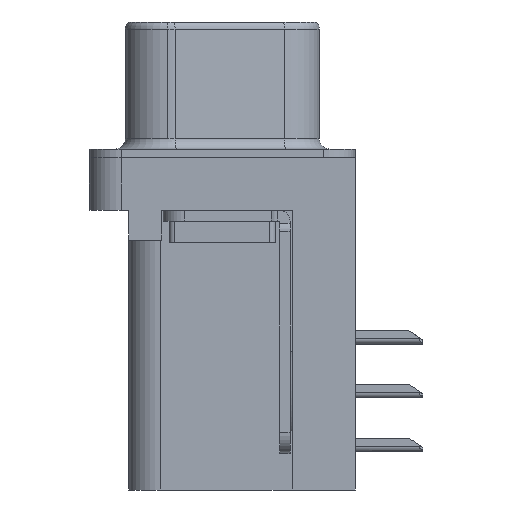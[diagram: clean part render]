
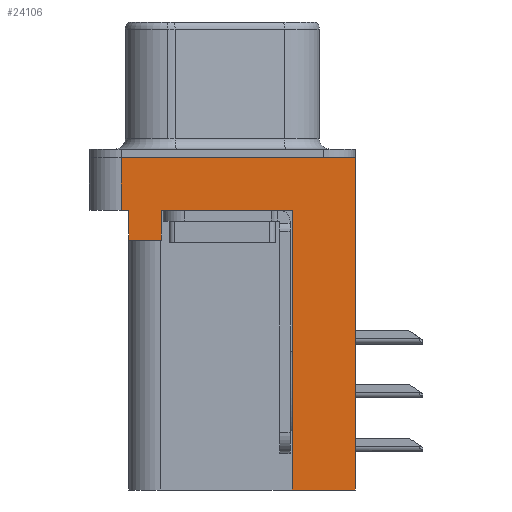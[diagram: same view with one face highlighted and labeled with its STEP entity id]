
A CAD part, left-side view. The second image highlights one B-rep face of the part: STEP entity #24106.
In plain terms, the highlighted planar face has unit normal (-1, 0, 0).
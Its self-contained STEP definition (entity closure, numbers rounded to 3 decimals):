
#35 = ORIENTED_EDGE ( 'NONE', *, *, #7229, .F. ) ;
#351 = ORIENTED_EDGE ( 'NONE', *, *, #22524, .T. ) ;
#456 = DIRECTION ( 'NONE',  ( 0., 1., 0. ) ) ;
#583 = VERTEX_POINT ( 'NONE', #20177 ) ;
#606 = VERTEX_POINT ( 'NONE', #10893 ) ;
#1317 = VERTEX_POINT ( 'NONE', #2051 ) ;
#2030 = VECTOR ( 'NONE', #15421, 1000. ) ;
#2051 = CARTESIAN_POINT ( 'NONE',  ( -2.935, 2.895, -3.9 ) ) ;
#2415 = EDGE_CURVE ( 'NONE', #7106, #15076, #11081, .T. ) ;
#2435 = CARTESIAN_POINT ( 'NONE',  ( -2.935, -3.295, -15.7 ) ) ;
#2703 = LINE ( 'NONE', #18829, #7948 ) ;
#3241 = EDGE_CURVE ( 'NONE', #21842, #7267, #20462, .T. ) ;
#3333 = DIRECTION ( 'NONE',  ( 0., 0., 1. ) ) ;
#3608 = LINE ( 'NONE', #17230, #23714 ) ;
#3971 = VECTOR ( 'NONE', #18321, 1000. ) ;
#4137 = CARTESIAN_POINT ( 'NONE',  ( -2.935, 4.425, -3.9 ) ) ;
#4155 = ORIENTED_EDGE ( 'NONE', *, *, #12848, .T. ) ;
#4876 = LINE ( 'NONE', #4137, #24959 ) ;
#4910 = CARTESIAN_POINT ( 'NONE',  ( -2.935, 4.425, -3.9 ) ) ;
#6092 = ORIENTED_EDGE ( 'NONE', *, *, #7708, .F. ) ;
#6845 = EDGE_CURVE ( 'NONE', #1317, #21842, #4876, .T. ) ;
#7095 = PLANE ( 'NONE',  #10776 ) ;
#7106 = VERTEX_POINT ( 'NONE', #8817 ) ;
#7180 = ORIENTED_EDGE ( 'NONE', *, *, #8466, .T. ) ;
#7229 = EDGE_CURVE ( 'NONE', #583, #15076, #2703, .T. ) ;
#7267 = VERTEX_POINT ( 'NONE', #18917 ) ;
#7301 = LINE ( 'NONE', #23151, #2030 ) ;
#7708 = EDGE_CURVE ( 'NONE', #10875, #583, #9091, .T. ) ;
#7948 = VECTOR ( 'NONE', #3333, 1000. ) ;
#8358 = CARTESIAN_POINT ( 'NONE',  ( -2.935, 4.775, -2.5 ) ) ;
#8466 = EDGE_CURVE ( 'NONE', #1317, #7106, #8771, .T. ) ;
#8648 = CARTESIAN_POINT ( 'NONE',  ( -2.935, -6.275, -2.5 ) ) ;
#8771 = LINE ( 'NONE', #10313, #23672 ) ;
#8817 = CARTESIAN_POINT ( 'NONE',  ( -2.935, 2.895, -2.5 ) ) ;
#8998 = DIRECTION ( 'NONE',  ( 0., 0., 1. ) ) ;
#9091 = LINE ( 'NONE', #2435, #23382 ) ;
#10059 = CARTESIAN_POINT ( 'NONE',  ( -2.935, 4.775, 0. ) ) ;
#10313 = CARTESIAN_POINT ( 'NONE',  ( -2.935, 2.895, -3.9 ) ) ;
#10663 = DIRECTION ( 'NONE',  ( 0., -1., 0. ) ) ;
#10776 = AXIS2_PLACEMENT_3D ( 'NONE', #20519, #20599, #8998 ) ;
#10875 = VERTEX_POINT ( 'NONE', #13797 ) ;
#10893 = CARTESIAN_POINT ( 'NONE',  ( -2.935, -6.275, 0. ) ) ;
#11081 = LINE ( 'NONE', #13881, #21418 ) ;
#11483 = DIRECTION ( 'NONE',  ( 0., 0., 1. ) ) ;
#11767 = ORIENTED_EDGE ( 'NONE', *, *, #23138, .F. ) ;
#11916 = EDGE_LOOP ( 'NONE', ( #14803, #11767, #351, #18779, #17428, #7180, #14191, #35, #6092, #4155 ) ) ;
#12793 = VECTOR ( 'NONE', #23135, 1000. ) ;
#12848 = EDGE_CURVE ( 'NONE', #10875, #606, #3608, .T. ) ;
#13797 = CARTESIAN_POINT ( 'NONE',  ( -2.935, -6.275, -15.7 ) ) ;
#13881 = CARTESIAN_POINT ( 'NONE',  ( -2.935, -6.275, -2.5 ) ) ;
#13882 = FACE_OUTER_BOUND ( 'NONE', #11916, .T. ) ;
#14191 = ORIENTED_EDGE ( 'NONE', *, *, #2415, .T. ) ;
#14803 = ORIENTED_EDGE ( 'NONE', *, *, #17529, .F. ) ;
#15076 = VERTEX_POINT ( 'NONE', #17157 ) ;
#15314 = VECTOR ( 'NONE', #16959, 1000. ) ;
#15421 = DIRECTION ( 'NONE',  ( 0., -1., 0. ) ) ;
#15842 = CARTESIAN_POINT ( 'NONE',  ( -2.935, 4.425, -3.9 ) ) ;
#16191 = VERTEX_POINT ( 'NONE', #10059 ) ;
#16959 = DIRECTION ( 'NONE',  ( 0., 0., 1. ) ) ;
#17157 = CARTESIAN_POINT ( 'NONE',  ( -2.935, -3.295, -2.5 ) ) ;
#17230 = CARTESIAN_POINT ( 'NONE',  ( -2.935, -6.275, -2.5 ) ) ;
#17428 = ORIENTED_EDGE ( 'NONE', *, *, #6845, .F. ) ;
#17529 = EDGE_CURVE ( 'NONE', #16191, #606, #7301, .T. ) ;
#17925 = LINE ( 'NONE', #21156, #12793 ) ;
#18321 = DIRECTION ( 'NONE',  ( 0., -1., 0. ) ) ;
#18779 = ORIENTED_EDGE ( 'NONE', *, *, #3241, .F. ) ;
#18829 = CARTESIAN_POINT ( 'NONE',  ( -2.935, -3.295, -15.7 ) ) ;
#18917 = CARTESIAN_POINT ( 'NONE',  ( -2.935, 4.425, -2.5 ) ) ;
#19628 = DIRECTION ( 'NONE',  ( 0., 1., 0. ) ) ;
#19677 = VERTEX_POINT ( 'NONE', #8358 ) ;
#20051 = LINE ( 'NONE', #8648, #3971 ) ;
#20147 = DIRECTION ( 'NONE',  ( 0., 0., 1. ) ) ;
#20177 = CARTESIAN_POINT ( 'NONE',  ( -2.935, -3.295, -15.7 ) ) ;
#20462 = LINE ( 'NONE', #15842, #15314 ) ;
#20519 = CARTESIAN_POINT ( 'NONE',  ( -2.935, -6.275, -2.5 ) ) ;
#20599 = DIRECTION ( 'NONE',  ( -1., 0., 0. ) ) ;
#21156 = CARTESIAN_POINT ( 'NONE',  ( -2.935, 4.775, -2.5 ) ) ;
#21418 = VECTOR ( 'NONE', #10663, 1000. ) ;
#21842 = VERTEX_POINT ( 'NONE', #4910 ) ;
#22524 = EDGE_CURVE ( 'NONE', #19677, #7267, #20051, .T. ) ;
#23135 = DIRECTION ( 'NONE',  ( 0., 0., 1. ) ) ;
#23138 = EDGE_CURVE ( 'NONE', #19677, #16191, #17925, .T. ) ;
#23151 = CARTESIAN_POINT ( 'NONE',  ( -2.935, -6.275, 0. ) ) ;
#23382 = VECTOR ( 'NONE', #456, 1000. ) ;
#23672 = VECTOR ( 'NONE', #20147, 1000. ) ;
#23714 = VECTOR ( 'NONE', #11483, 1000. ) ;
#24106 = ADVANCED_FACE ( 'NONE', ( #13882 ), #7095, .T. ) ;
#24959 = VECTOR ( 'NONE', #19628, 1000. ) ;
